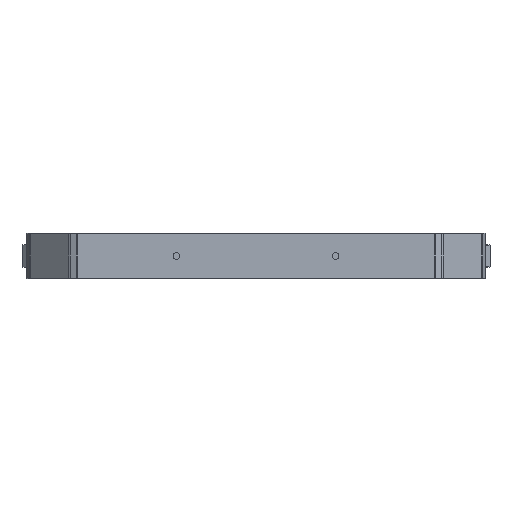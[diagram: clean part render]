
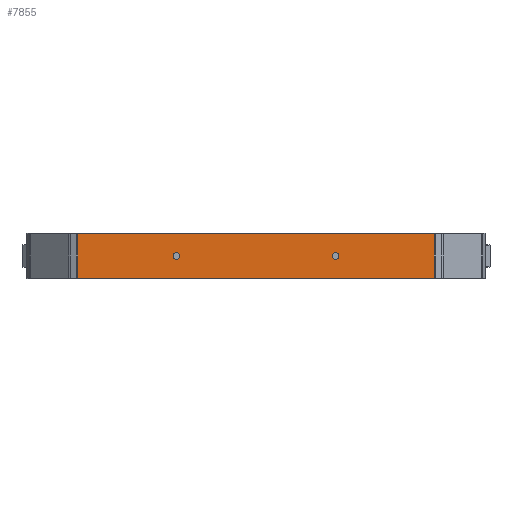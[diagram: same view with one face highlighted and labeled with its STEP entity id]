
A CAD part, front view. The second image highlights one B-rep face of the part: STEP entity #7855.
In plain terms, the highlighted planar face has unit normal (0, -1, 0).
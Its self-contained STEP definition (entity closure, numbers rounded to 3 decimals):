
#317=FACE_BOUND('',#1584,.T.);
#318=FACE_BOUND('',#1585,.T.);
#635=PLANE('',#8263);
#1095=FACE_OUTER_BOUND('',#1583,.T.);
#1583=EDGE_LOOP('',(#7175,#7176,#7177,#7178));
#1584=EDGE_LOOP('',(#7179));
#1585=EDGE_LOOP('',(#7180));
#2199=LINE('',#15999,#3096);
#2361=LINE('',#16784,#3258);
#2370=LINE('',#16798,#3267);
#2371=LINE('',#16800,#3268);
#3096=VECTOR('',#9311,10.);
#3258=VECTOR('',#9613,10.);
#3267=VECTOR('',#9632,10.);
#3268=VECTOR('',#9635,10.);
#3429=CIRCLE('',#7920,1.45);
#3431=CIRCLE('',#7924,1.45);
#3451=VERTEX_POINT('',#10008);
#3453=VERTEX_POINT('',#10015);
#3935=VERTEX_POINT('',#15906);
#3945=VERTEX_POINT('',#15940);
#3948=VERTEX_POINT('',#15947);
#3960=VERTEX_POINT('',#15991);
#4116=EDGE_CURVE('',#3451,#3451,#3429,.T.);
#4119=EDGE_CURVE('',#3453,#3453,#3431,.T.);
#4874=EDGE_CURVE('',#3960,#3948,#2199,.T.);
#5039=EDGE_CURVE('',#3945,#3960,#2361,.T.);
#5048=EDGE_CURVE('',#3948,#3935,#2370,.T.);
#5049=EDGE_CURVE('',#3935,#3945,#2371,.T.);
#7175=ORIENTED_EDGE('',*,*,#4874,.F.);
#7176=ORIENTED_EDGE('',*,*,#5039,.F.);
#7177=ORIENTED_EDGE('',*,*,#5049,.F.);
#7178=ORIENTED_EDGE('',*,*,#5048,.F.);
#7179=ORIENTED_EDGE('',*,*,#4116,.T.);
#7180=ORIENTED_EDGE('',*,*,#4119,.T.);
#7855=ADVANCED_FACE('',(#1095,#317,#318),#635,.T.);
#7920=AXIS2_PLACEMENT_3D('',#10009,#8319,#8320);
#7924=AXIS2_PLACEMENT_3D('',#10016,#8328,#8329);
#8263=AXIS2_PLACEMENT_3D('',#17728,#9845,#9846);
#8319=DIRECTION('center_axis',(0.,1.,0.));
#8320=DIRECTION('ref_axis',(1.,0.,0.));
#8328=DIRECTION('center_axis',(0.,1.,0.));
#8329=DIRECTION('ref_axis',(1.,0.,0.));
#9311=DIRECTION('',(-1.,0.,0.));
#9613=DIRECTION('',(0.,0.,-1.));
#9632=DIRECTION('',(0.,0.,1.));
#9635=DIRECTION('',(1.,0.,0.));
#9845=DIRECTION('center_axis',(0.,-1.,0.));
#9846=DIRECTION('ref_axis',(-1.,0.,0.));
#10008=CARTESIAN_POINT('',(33.25,-44.9,-10.));
#10009=CARTESIAN_POINT('Origin',(34.7,-44.9,-10.));
#10015=CARTESIAN_POINT('',(-36.15,-44.9,-10.));
#10016=CARTESIAN_POINT('Origin',(-34.7,-44.9,-10.));
#15906=CARTESIAN_POINT('',(-77.6,-44.9,-0.4));
#15940=CARTESIAN_POINT('',(77.6,-44.9,-0.4));
#15947=CARTESIAN_POINT('',(-77.6,-44.9,-19.6));
#15991=CARTESIAN_POINT('',(77.6,-44.9,-19.6));
#15999=CARTESIAN_POINT('',(40.,-44.9,-19.6));
#16784=CARTESIAN_POINT('',(77.6,-44.9,0.));
#16798=CARTESIAN_POINT('',(-77.6,-44.9,0.));
#16800=CARTESIAN_POINT('',(40.,-44.9,-0.4));
#17728=CARTESIAN_POINT('Origin',(80.,-44.9,0.));
